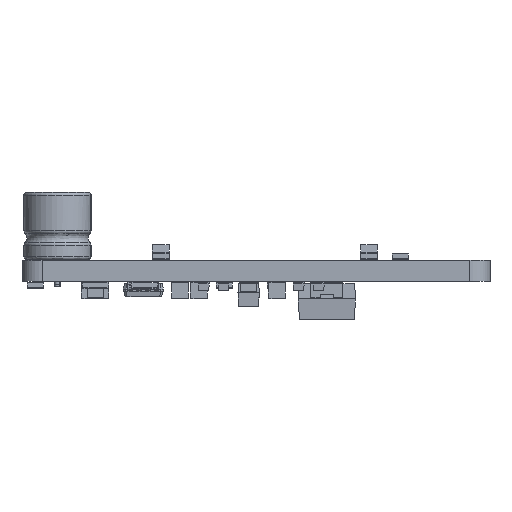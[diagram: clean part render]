
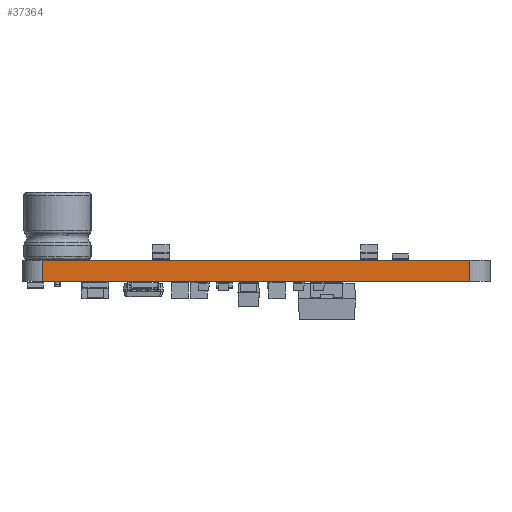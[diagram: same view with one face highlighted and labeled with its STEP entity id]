
A CAD part, front view. The second image highlights one B-rep face of the part: STEP entity #37364.
In plain terms, the highlighted planar face has unit normal (0, -1, 0).
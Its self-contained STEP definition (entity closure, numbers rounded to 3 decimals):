
#32461 = PLANE('',#32462);
#32462 = AXIS2_PLACEMENT_3D('',#32463,#32464,#32465);
#32463 = CARTESIAN_POINT('',(0.,0.,
    1.6));
#32464 = DIRECTION('',(0.,0.,1.));
#32465 = DIRECTION('',(1.,0.,0.));
#32489 = CYLINDRICAL_SURFACE('',#32490,1.5);
#32490 = AXIS2_PLACEMENT_3D('',#32491,#32492,#32493);
#32491 = CARTESIAN_POINT('',(-16.,-38.185,0.));
#32492 = DIRECTION('',(0.,0.,-1.));
#32493 = DIRECTION('',(1.,0.,0.));
#32515 = PLANE('',#32516);
#32516 = AXIS2_PLACEMENT_3D('',#32517,#32518,#32519);
#32517 = CARTESIAN_POINT('',(0.,0.,
    0.));
#32518 = DIRECTION('',(0.,0.,1.));
#32519 = DIRECTION('',(1.,0.,0.));
#32610 = VERTEX_POINT('',#32611);
#32611 = CARTESIAN_POINT('',(-16.,-39.685,1.6));
#32633 = EDGE_CURVE('',#32634,#32610,#32636,.T.);
#32634 = VERTEX_POINT('',#32635);
#32635 = CARTESIAN_POINT('',(-16.,-39.685,0.));
#32636 = SURFACE_CURVE('',#32637,(#32641,#32648),.PCURVE_S1.);
#32637 = LINE('',#32638,#32639);
#32638 = CARTESIAN_POINT('',(-16.,-39.685,0.));
#32639 = VECTOR('',#32640,1.);
#32640 = DIRECTION('',(0.,0.,1.));
#32641 = PCURVE('',#32489,#32642);
#32642 = DEFINITIONAL_REPRESENTATION('',(#32643),#32647);
#32643 = LINE('',#32644,#32645);
#32644 = CARTESIAN_POINT('',(-4.712,0.));
#32645 = VECTOR('',#32646,1.);
#32646 = DIRECTION('',(0.,-1.));
#32647 = ( GEOMETRIC_REPRESENTATION_CONTEXT(2) 
PARAMETRIC_REPRESENTATION_CONTEXT() REPRESENTATION_CONTEXT('2D SPACE',''
  ) );
#32648 = PCURVE('',#32649,#32654);
#32649 = PLANE('',#32650);
#32650 = AXIS2_PLACEMENT_3D('',#32651,#32652,#32653);
#32651 = CARTESIAN_POINT('',(-16.,-39.685,0.));
#32652 = DIRECTION('',(0.,1.,0.));
#32653 = DIRECTION('',(1.,0.,0.));
#32654 = DEFINITIONAL_REPRESENTATION('',(#32655),#32659);
#32655 = LINE('',#32656,#32657);
#32656 = CARTESIAN_POINT('',(0.,0.));
#32657 = VECTOR('',#32658,1.);
#32658 = DIRECTION('',(0.,-1.));
#32659 = ( GEOMETRIC_REPRESENTATION_CONTEXT(2) 
PARAMETRIC_REPRESENTATION_CONTEXT() REPRESENTATION_CONTEXT('2D SPACE',''
  ) );
#32688 = EDGE_CURVE('',#32634,#32689,#32691,.T.);
#32689 = VERTEX_POINT('',#32690);
#32690 = CARTESIAN_POINT('',(16.,-39.685,0.));
#32691 = SURFACE_CURVE('',#32692,(#32696,#32703),.PCURVE_S1.);
#32692 = LINE('',#32693,#32694);
#32693 = CARTESIAN_POINT('',(-16.,-39.685,0.));
#32694 = VECTOR('',#32695,1.);
#32695 = DIRECTION('',(1.,0.,0.));
#32696 = PCURVE('',#32515,#32697);
#32697 = DEFINITIONAL_REPRESENTATION('',(#32698),#32702);
#32698 = LINE('',#32699,#32700);
#32699 = CARTESIAN_POINT('',(-16.,-39.685));
#32700 = VECTOR('',#32701,1.);
#32701 = DIRECTION('',(1.,0.));
#32702 = ( GEOMETRIC_REPRESENTATION_CONTEXT(2) 
PARAMETRIC_REPRESENTATION_CONTEXT() REPRESENTATION_CONTEXT('2D SPACE',''
  ) );
#32703 = PCURVE('',#32649,#32704);
#32704 = DEFINITIONAL_REPRESENTATION('',(#32705),#32709);
#32705 = LINE('',#32706,#32707);
#32706 = CARTESIAN_POINT('',(0.,0.));
#32707 = VECTOR('',#32708,1.);
#32708 = DIRECTION('',(1.,0.));
#32709 = ( GEOMETRIC_REPRESENTATION_CONTEXT(2) 
PARAMETRIC_REPRESENTATION_CONTEXT() REPRESENTATION_CONTEXT('2D SPACE',''
  ) );
#32728 = CYLINDRICAL_SURFACE('',#32729,1.5);
#32729 = AXIS2_PLACEMENT_3D('',#32730,#32731,#32732);
#32730 = CARTESIAN_POINT('',(16.,-38.185,0.));
#32731 = DIRECTION('',(0.,0.,-1.));
#32732 = DIRECTION('',(1.,0.,0.));
#35218 = EDGE_CURVE('',#32610,#35219,#35221,.T.);
#35219 = VERTEX_POINT('',#35220);
#35220 = CARTESIAN_POINT('',(16.,-39.685,1.6));
#35221 = SURFACE_CURVE('',#35222,(#35226,#35233),.PCURVE_S1.);
#35222 = LINE('',#35223,#35224);
#35223 = CARTESIAN_POINT('',(-16.,-39.685,1.6));
#35224 = VECTOR('',#35225,1.);
#35225 = DIRECTION('',(1.,0.,0.));
#35226 = PCURVE('',#32461,#35227);
#35227 = DEFINITIONAL_REPRESENTATION('',(#35228),#35232);
#35228 = LINE('',#35229,#35230);
#35229 = CARTESIAN_POINT('',(-16.,-39.685));
#35230 = VECTOR('',#35231,1.);
#35231 = DIRECTION('',(1.,0.));
#35232 = ( GEOMETRIC_REPRESENTATION_CONTEXT(2) 
PARAMETRIC_REPRESENTATION_CONTEXT() REPRESENTATION_CONTEXT('2D SPACE',''
  ) );
#35233 = PCURVE('',#32649,#35234);
#35234 = DEFINITIONAL_REPRESENTATION('',(#35235),#35239);
#35235 = LINE('',#35236,#35237);
#35236 = CARTESIAN_POINT('',(0.,-1.6));
#35237 = VECTOR('',#35238,1.);
#35238 = DIRECTION('',(1.,0.));
#35239 = ( GEOMETRIC_REPRESENTATION_CONTEXT(2) 
PARAMETRIC_REPRESENTATION_CONTEXT() REPRESENTATION_CONTEXT('2D SPACE',''
  ) );
#37364 = ADVANCED_FACE('',(#37365),#32649,.F.);
#37365 = FACE_BOUND('',#37366,.F.);
#37366 = EDGE_LOOP('',(#37367,#37368,#37369,#37390));
#37367 = ORIENTED_EDGE('',*,*,#32633,.T.);
#37368 = ORIENTED_EDGE('',*,*,#35218,.T.);
#37369 = ORIENTED_EDGE('',*,*,#37370,.F.);
#37370 = EDGE_CURVE('',#32689,#35219,#37371,.T.);
#37371 = SURFACE_CURVE('',#37372,(#37376,#37383),.PCURVE_S1.);
#37372 = LINE('',#37373,#37374);
#37373 = CARTESIAN_POINT('',(16.,-39.685,0.));
#37374 = VECTOR('',#37375,1.);
#37375 = DIRECTION('',(0.,0.,1.));
#37376 = PCURVE('',#32649,#37377);
#37377 = DEFINITIONAL_REPRESENTATION('',(#37378),#37382);
#37378 = LINE('',#37379,#37380);
#37379 = CARTESIAN_POINT('',(32.,0.));
#37380 = VECTOR('',#37381,1.);
#37381 = DIRECTION('',(0.,-1.));
#37382 = ( GEOMETRIC_REPRESENTATION_CONTEXT(2) 
PARAMETRIC_REPRESENTATION_CONTEXT() REPRESENTATION_CONTEXT('2D SPACE',''
  ) );
#37383 = PCURVE('',#32728,#37384);
#37384 = DEFINITIONAL_REPRESENTATION('',(#37385),#37389);
#37385 = LINE('',#37386,#37387);
#37386 = CARTESIAN_POINT('',(-4.712,0.));
#37387 = VECTOR('',#37388,1.);
#37388 = DIRECTION('',(0.,-1.));
#37389 = ( GEOMETRIC_REPRESENTATION_CONTEXT(2) 
PARAMETRIC_REPRESENTATION_CONTEXT() REPRESENTATION_CONTEXT('2D SPACE',''
  ) );
#37390 = ORIENTED_EDGE('',*,*,#32688,.F.);
